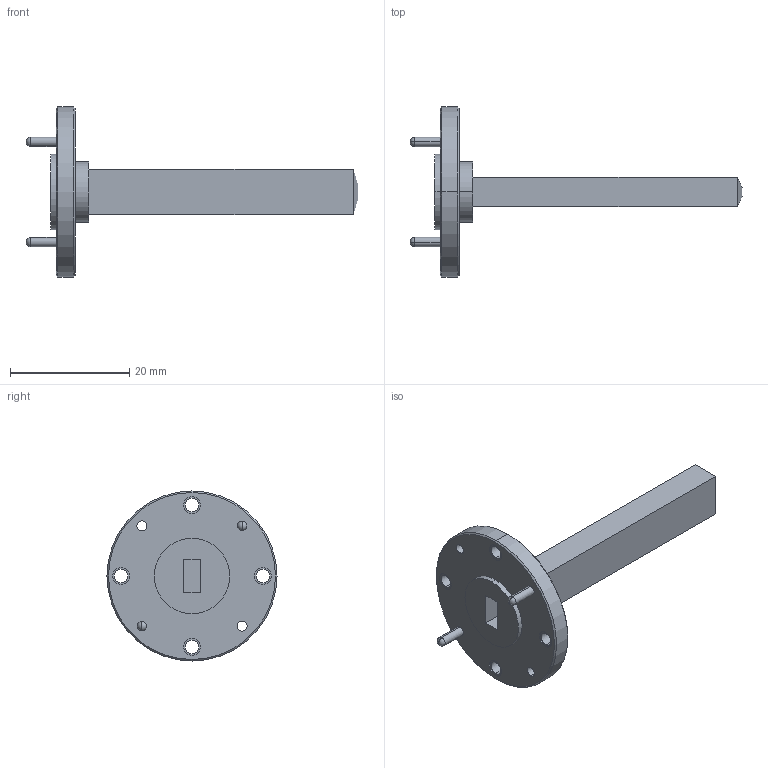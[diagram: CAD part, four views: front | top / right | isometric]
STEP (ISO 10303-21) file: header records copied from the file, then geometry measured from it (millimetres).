
FILE_DESCRIPTION (( 'STEP AP203' ), '1' );
FILE_NAME ('SMW22TR1001.step', '2018-11-21T16:34:44', ( '' ), ( '' ), 'SwSTEP 2.0', 'SolidWorks 2017', '' );
FILE_SCHEMA (( 'CONFIG_CONTROL_DESIGN' ));
Length unit declared in the file: inch
Products named in the file (1): SMW22TR1001
Bounding box: 55.79 x 28.57 x 28.57 mm (x, y, z)
Volume: 3164.1 mm3; surface area: 3752.8 mm2
Topology: 1 solids, 1 shells, 68 faces, 158 edges, 102 vertices
Faces by surface type: cylinder 38, plane 21, cone 4, sphere 4, bspline 1
Entity records: 2025 total; most frequent: DIRECTION 370, CARTESIAN_POINT 332, ORIENTED_EDGE 300, AXIS2_PLACEMENT_3D 152, EDGE_CURVE 150, VERTEX_POINT 98, EDGE_LOOP 94, CIRCLE 84
